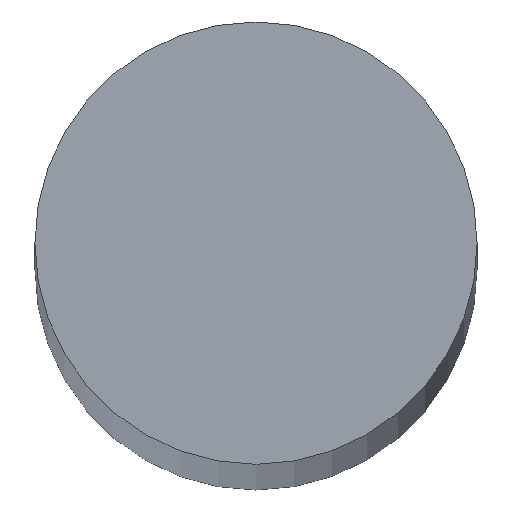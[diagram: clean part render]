
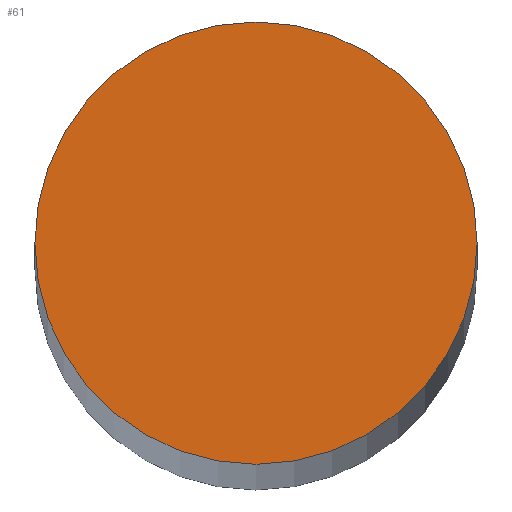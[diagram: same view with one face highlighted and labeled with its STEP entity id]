
A CAD part, top view. The second image highlights one B-rep face of the part: STEP entity #61.
In plain terms, the highlighted planar face has unit normal (0, 0, 1).
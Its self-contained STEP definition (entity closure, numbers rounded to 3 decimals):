
#16 = AXIS2_PLACEMENT_3D ( 'NONE', #124, #145, #85 ) ;
#20 = AXIS2_PLACEMENT_3D ( 'NONE', #121, #106, #118 ) ;
#24 = AXIS2_PLACEMENT_3D ( 'NONE', #146, #140, #110 ) ;
#45 = FACE_OUTER_BOUND ( 'NONE', #138, .T. ) ;
#47 = CIRCLE ( 'NONE', #24, 15. ) ;
#57 = EDGE_CURVE ( 'NONE', #92, #80, #47, .T. ) ;
#61 = ADVANCED_FACE ( 'NONE', ( #45 ), #125, .T. ) ;
#70 = CIRCLE ( 'NONE', #20, 15. ) ;
#74 = EDGE_CURVE ( 'NONE', #80, #92, #70, .T. ) ;
#80 = VERTEX_POINT ( 'NONE', #126 ) ;
#85 = DIRECTION ( 'NONE',  ( 1., 0., 0. ) ) ;
#92 = VERTEX_POINT ( 'NONE', #112 ) ;
#106 = DIRECTION ( 'NONE',  ( 0., 0., 1. ) ) ;
#110 = DIRECTION ( 'NONE',  ( 1., 0., 0. ) ) ;
#112 = CARTESIAN_POINT ( 'NONE',  ( -15., 0., 500. ) ) ;
#115 = ORIENTED_EDGE ( 'NONE', *, *, #57, .T. ) ;
#118 = DIRECTION ( 'NONE',  ( 1., 0., 0. ) ) ;
#121 = CARTESIAN_POINT ( 'NONE',  ( 0., 0., 500. ) ) ;
#124 = CARTESIAN_POINT ( 'NONE',  ( 0., 0., 500. ) ) ;
#125 = PLANE ( 'NONE',  #16 ) ;
#126 = CARTESIAN_POINT ( 'NONE',  ( 15., 0., 500. ) ) ;
#138 = EDGE_LOOP ( 'NONE', ( #115, #148 ) ) ;
#140 = DIRECTION ( 'NONE',  ( 0., 0., 1. ) ) ;
#145 = DIRECTION ( 'NONE',  ( 0., 0., 1. ) ) ;
#146 = CARTESIAN_POINT ( 'NONE',  ( 0., 0., 500. ) ) ;
#148 = ORIENTED_EDGE ( 'NONE', *, *, #74, .T. ) ;
